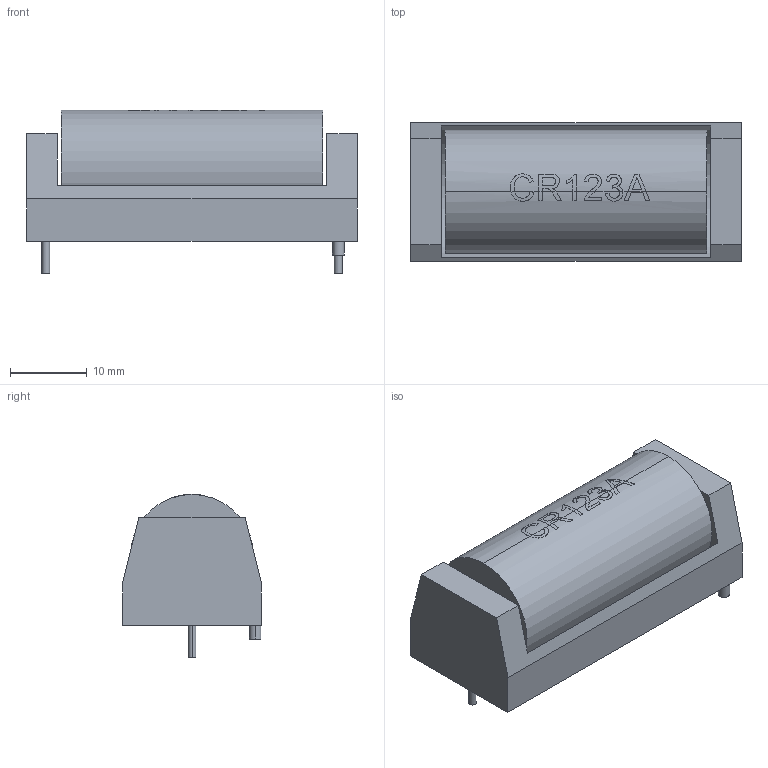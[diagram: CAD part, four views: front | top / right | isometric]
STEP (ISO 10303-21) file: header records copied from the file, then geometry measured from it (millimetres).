
FILE_DESCRIPTION (( 'STEP AP214' ), '1' );
FILE_NAME ('Holder 3D.STEP', '2021-04-20T18:17:45', ( 'admin' ), ( 'Microsoft' ), 'SwSTEP 2.0', 'SolidWorks 2017', '' );
FILE_SCHEMA (( 'AUTOMOTIVE_DESIGN' ));
Length unit declared in the file: millimetre
Products named in the file (1): Holder 3D
Bounding box: 43 x 18 x 21.2 mm (x, y, z)
Volume: 10495.1 mm3; surface area: 5387.5 mm2
Topology: 2 solids, 2 shells, 126 faces, 351 edges, 234 vertices
Faces by surface type: bspline 57, plane 38, cylinder 31
Entity records: 12010 total; most frequent: CARTESIAN_POINT 8086, ORIENTED_EDGE 702, EDGE_CURVE 351, DIRECTION 325, VERTEX_POINT 234, B_SPLINE_CURVE_WITH_KNOTS 210, EDGE_LOOP 135, ADVANCED_FACE 126
